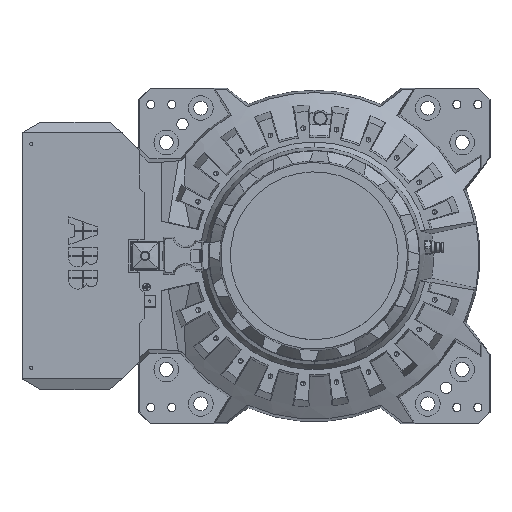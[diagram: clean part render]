
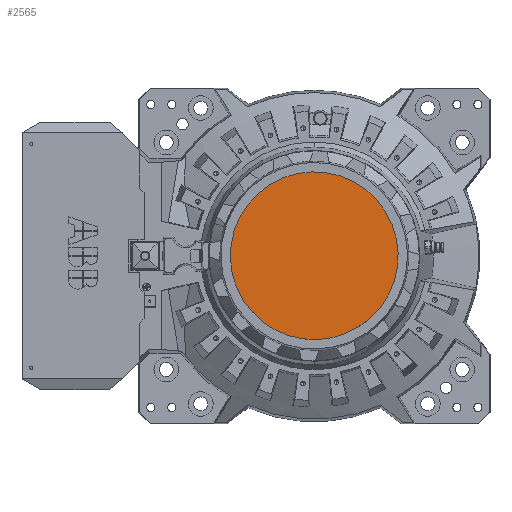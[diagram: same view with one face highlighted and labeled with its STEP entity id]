
A CAD part, top view. The second image highlights one B-rep face of the part: STEP entity #2565.
In plain terms, the highlighted planar face has unit normal (0, 0, 1).
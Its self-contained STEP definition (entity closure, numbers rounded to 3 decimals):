
#679 = AXIS2_PLACEMENT_3D ( 'NONE', #3631, #14202, #6223 ) ;
#1206 = VERTEX_POINT ( 'NONE', #32622 ) ;
#2565 = ADVANCED_FACE ( 'NONE', ( #27448 ), #26935, .T. ) ;
#3631 = CARTESIAN_POINT ( 'NONE',  ( 0., 0., 373.5 ) ) ;
#5121 = EDGE_CURVE ( 'NONE', #10420, #1206, #15843, .T. ) ;
#6223 = DIRECTION ( 'NONE',  ( -0.952, 0.307, 0. ) ) ;
#8480 = CARTESIAN_POINT ( 'NONE',  ( 0., 0., 373.5 ) ) ;
#8891 = DIRECTION ( 'NONE',  ( 0.952, -0.307, 0. ) ) ;
#10420 = VERTEX_POINT ( 'NONE', #26269 ) ;
#12123 = EDGE_LOOP ( 'NONE', ( #15974, #30764 ) ) ;
#12263 = CIRCLE ( 'NONE', #679, 180. ) ;
#14089 = CARTESIAN_POINT ( 'NONE',  ( -171.292, 55.309, 373.5 ) ) ;
#14202 = DIRECTION ( 'NONE',  ( 0., 0., -1. ) ) ;
#14744 = AXIS2_PLACEMENT_3D ( 'NONE', #8480, #24778, #24433 ) ;
#15843 = CIRCLE ( 'NONE', #14744, 180. ) ;
#15974 = ORIENTED_EDGE ( 'NONE', *, *, #24687, .F. ) ;
#24265 = AXIS2_PLACEMENT_3D ( 'NONE', #14089, #29895, #8891 ) ;
#24433 = DIRECTION ( 'NONE',  ( -0.952, 0.307, 0. ) ) ;
#24687 = EDGE_CURVE ( 'NONE', #1206, #10420, #12263, .T. ) ;
#24778 = DIRECTION ( 'NONE',  ( 0., 0., -1. ) ) ;
#26269 = CARTESIAN_POINT ( 'NONE',  ( 171.292, -55.309, 373.5 ) ) ;
#26935 = PLANE ( 'NONE',  #24265 ) ;
#27448 = FACE_OUTER_BOUND ( 'NONE', #12123, .T. ) ;
#29895 = DIRECTION ( 'NONE',  ( 0., 0., 1. ) ) ;
#30764 = ORIENTED_EDGE ( 'NONE', *, *, #5121, .F. ) ;
#32622 = CARTESIAN_POINT ( 'NONE',  ( -171.292, 55.309, 373.5 ) ) ;
